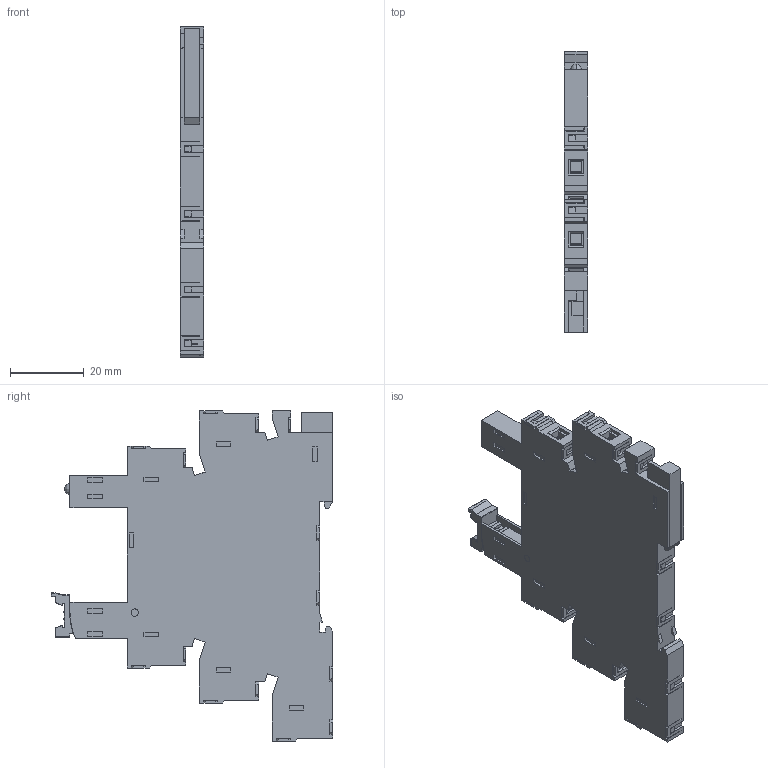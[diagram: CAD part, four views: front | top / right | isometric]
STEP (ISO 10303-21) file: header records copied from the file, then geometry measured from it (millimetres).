
FILE_DESCRIPTION (( 'STEP AP214' ), '1' );
FILE_NAME ('PYF-011.STEP', '2021-02-09T04:53:51', ( 'managet2' ), ( '' ), 'SwSTEP 2.0', 'SolidWorks 2016', '' );
FILE_SCHEMA (( 'AUTOMOTIVE_DESIGN' ));
Length unit declared in the file: millimetre
Products named in the file (13): 咈懤錪_011-1; PYF-011-1; PYF-011; Çàùåëêà; Çàùåëêà_011-1
Assembly tree (8 placements, depth 2):
  咈懤錪_011-1
  咈懤錪_011-1
  咈懤錪_011-1
  咈懤錪_011-1
  咈懤錪_011-1
Bounding box: 6.3 x 76.04 x 89.25 mm (x, y, z)
Surface area: 16366.5 mm2 (no closed solid volume)
Topology: 0 solids, 29 shells, 1610 faces, 4246 edges, 2725 vertices
Faces by surface type: plane 1371, cylinder 180, bspline 57, cone 2
Entity records: 34655 total; most frequent: CARTESIAN_POINT 6935, ORIENTED_EDGE 5804, DIRECTION 5249, EDGE_CURVE 2902, VECTOR 2625, LINE 2625, VERTEX_POINT 1877, AXIS2_PLACEMENT_3D 1312
